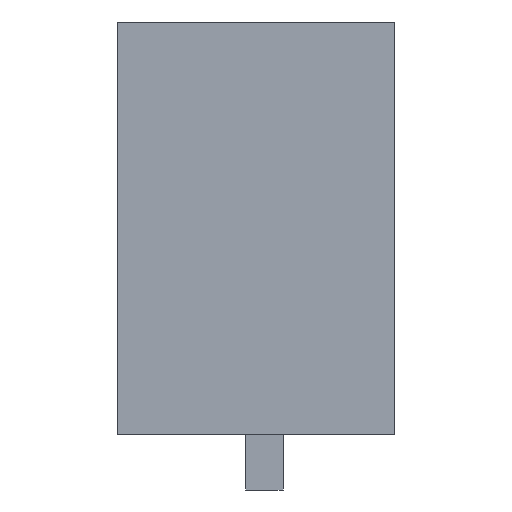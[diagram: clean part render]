
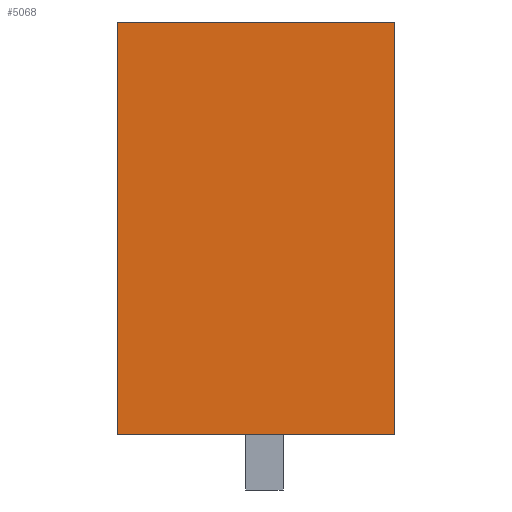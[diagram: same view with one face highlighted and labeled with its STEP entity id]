
A CAD part, left-side view. The second image highlights one B-rep face of the part: STEP entity #5068.
In plain terms, the highlighted planar face has unit normal (-1, 0, 0).
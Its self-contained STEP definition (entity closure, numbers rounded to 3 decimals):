
#5048=AXIS2_PLACEMENT_3D('Plane Axis2P3D',#5045,#5046,#5047) ;
#276=CARTESIAN_POINT('Vertex',(0.,7.45,1.5)) ;
#279=CARTESIAN_POINT('Line Origine',(0.,7.45,7.025)) ;
#283=CARTESIAN_POINT('Vertex',(0.,7.45,12.55)) ;
#5029=CARTESIAN_POINT('Vertex',(0.,0.,1.5)) ;
#5032=CARTESIAN_POINT('Line Origine',(0.,3.725,1.5)) ;
#5045=CARTESIAN_POINT('Axis2P3D Location',(0.,7.45,0.1)) ;
#5050=CARTESIAN_POINT('Line Origine',(0.,0.,7.025)) ;
#5054=CARTESIAN_POINT('Vertex',(0.,0.,12.55)) ;
#5057=CARTESIAN_POINT('Line Origine',(0.,3.725,12.55)) ;
#280=DIRECTION('Vector Direction',(0.,0.,1.)) ;
#5033=DIRECTION('Vector Direction',(0.,1.,0.)) ;
#5046=DIRECTION('Axis2P3D Direction',(1.,0.,0.)) ;
#5047=DIRECTION('Axis2P3D XDirection',(0.,0.,-1.)) ;
#5051=DIRECTION('Vector Direction',(0.,0.,-1.)) ;
#5058=DIRECTION('Vector Direction',(0.,-1.,0.)) ;
#281=VECTOR('Line Direction',#280,1.) ;
#5034=VECTOR('Line Direction',#5033,1.) ;
#5052=VECTOR('Line Direction',#5051,1.) ;
#5059=VECTOR('Line Direction',#5058,1.) ;
#5063=ORIENTED_EDGE('',*,*,#5036,.F.) ;
#5064=ORIENTED_EDGE('',*,*,#5056,.F.) ;
#5065=ORIENTED_EDGE('',*,*,#5061,.F.) ;
#5066=ORIENTED_EDGE('',*,*,#285,.F.) ;
#5068=ADVANCED_FACE('HOUSING',(#5067),#5049,.F.) ;
#285=EDGE_CURVE('',#277,#284,#282,.T.) ;
#5036=EDGE_CURVE('',#5030,#277,#5035,.T.) ;
#5056=EDGE_CURVE('',#5055,#5030,#5053,.T.) ;
#5061=EDGE_CURVE('',#284,#5055,#5060,.T.) ;
#5062=EDGE_LOOP('',(#5063,#5064,#5065,#5066)) ;
#5067=FACE_OUTER_BOUND('',#5062,.T.) ;
#282=LINE('Line',#279,#281) ;
#5035=LINE('Line',#5032,#5034) ;
#5053=LINE('Line',#5050,#5052) ;
#5060=LINE('Line',#5057,#5059) ;
#5049=PLANE('',#5048) ;
#277=VERTEX_POINT('',#276) ;
#284=VERTEX_POINT('',#283) ;
#5030=VERTEX_POINT('',#5029) ;
#5055=VERTEX_POINT('',#5054) ;
